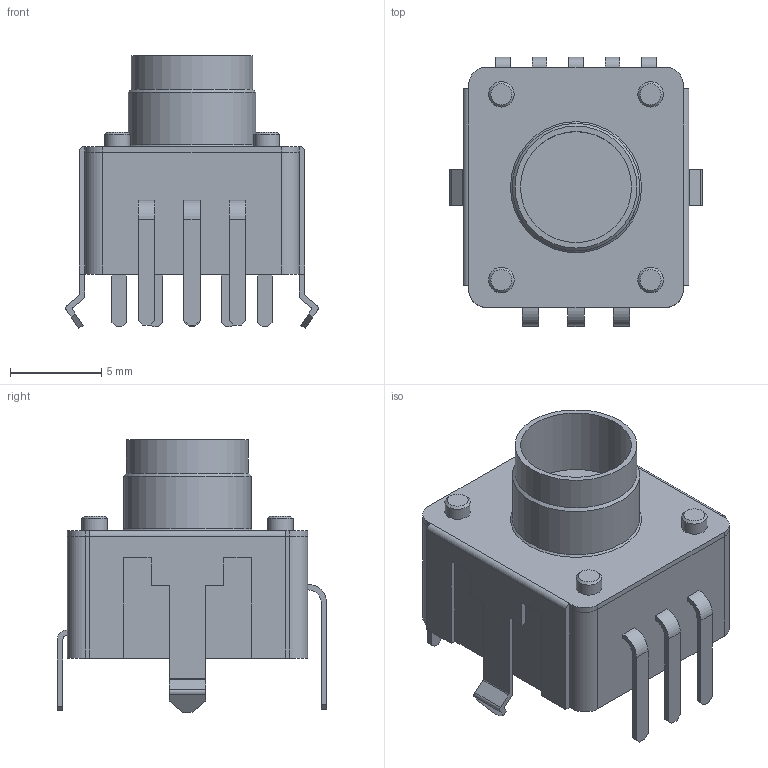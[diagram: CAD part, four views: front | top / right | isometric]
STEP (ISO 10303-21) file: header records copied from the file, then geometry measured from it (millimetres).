
FILE_DESCRIPTION(/* description */ (''),/* implementation_level */ '2;1');
FILE_NAME(/* name */ 'PEL12T-4xxxS-S1024.step',/* time_stamp */ '2024-12-29T19:47:00+01:00',/* author */ (''),/* organization */ (''),/* preprocessor_version */ 'ST-DEVELOPER v20',/* originating_system */ 'Autodesk Translation Framework v13.20.0.188',/* authorisation */ '');
FILE_SCHEMA (('AUTOMOTIVE_DESIGN { 1 0 10303 214 3 1 1 }'));
Length unit declared in the file: millimetre
Products named in the file (6): PEL12T-4xxxS-S1024; Shell; Pins; SW02; SW01; Housing
Assembly tree (5 placements, depth 3):
  PEL12T-4xxxS-S1024
    Shell
    Pins
      SW02
      SW01
    Housing
Bounding box: 13.87 x 14.8 x 14.98 mm (x, y, z)
Volume: 1209.6 mm3; surface area: 1502.2 mm2
Topology: 10 solids, 10 shells, 181 faces, 450 edges, 295 vertices
Faces by surface type: plane 130, cylinder 45, cone 6
Full cylindrical faces by diameter (mm): 1.4 x8, 6.1 x1, 6.701 x1, 7 x1
Entity records: 5525 total; most frequent: CARTESIAN_POINT 937, DIRECTION 929, ORIENTED_EDGE 900, EDGE_CURVE 450, LINE 355, VECTOR 355, VERTEX_POINT 295, AXIS2_PLACEMENT_3D 287
